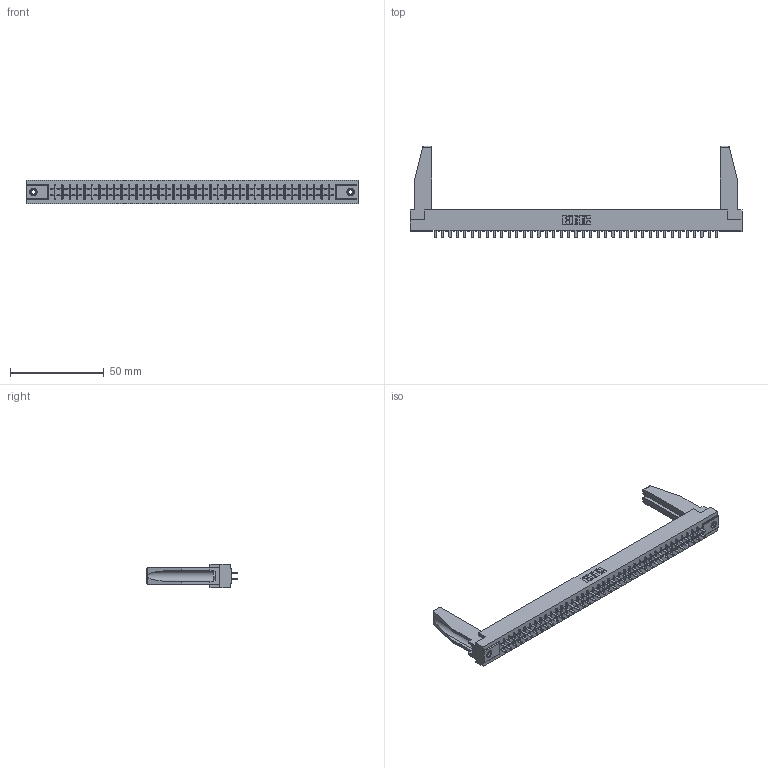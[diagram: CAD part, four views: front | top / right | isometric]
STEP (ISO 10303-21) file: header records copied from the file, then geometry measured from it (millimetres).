
FILE_DESCRIPTION (( 'STEP AP203' ), '1' );
FILE_NAME ('355-078-521-278.STEP', '2019-09-13T13:56:19', ( '' ), ( '' ), 'SwSTEP 2.0', 'SolidWorks 2016', '' );
FILE_SCHEMA (( 'CONFIG_CONTROL_DESIGN' ));
Length unit declared in the file: inch
Products named in the file (5): 307-220-078; 305 Part_.156 Dia; 345-250-001_345-250-001-102; 305-290-001_521; 355-078-521-278
Assembly tree (83 placements, depth 2):
  355-078-521-278
    305 Part_.156 Dia
    305-290-001_521  x78
    345-250-001_345-250-001-102  x2
    307-220-078  x2
Bounding box: 177.55 x 48.9 x 12.7 mm (x, y, z)
Volume: 22419.2 mm3; surface area: 26842 mm2
Topology: 83 solids, 83 shells, 3834 faces, 10903 edges, 7050 vertices
Faces by surface type: plane 2258, cylinder 1404, sphere 156, cone 12, torus 4
Entity records: 44911 total; most frequent: CARTESIAN_POINT 7437, ORIENTED_EDGE 7340, DIRECTION 7154, EDGE_CURVE 3670, VECTOR 2964, LINE 2964, VERTEX_POINT 2336, AXIS2_PLACEMENT_3D 2095
